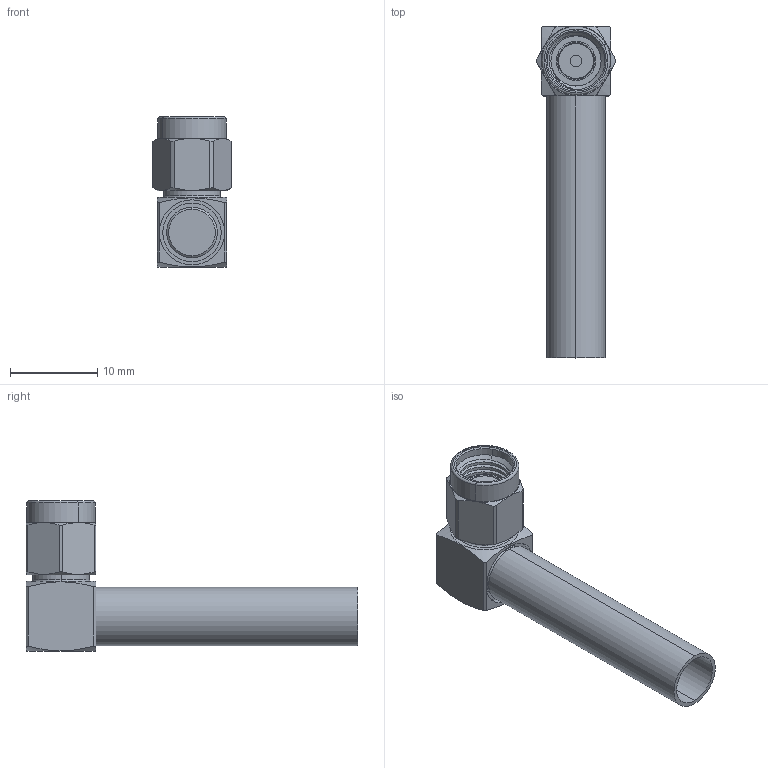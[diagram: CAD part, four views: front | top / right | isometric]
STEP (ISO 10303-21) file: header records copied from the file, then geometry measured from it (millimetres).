
FILE_DESCRIPTION (( 'STEP AP214' ), '1' );
FILE_NAME ('31-112-J3-AD.STEP', '2024-08-12T19:27:16', ( '' ), ( '' ), 'SwSTEP 2.0', 'SolidWorks 2024', '' );
FILE_SCHEMA (( 'AUTOMOTIVE_DESIGN' ));
Length unit declared in the file: millimetre
Products named in the file (1): 31-112-J3-AD
Bounding box: 9 x 38 x 17.25 mm (x, y, z)
Surface area: 1967.6 mm2 (no closed solid volume)
Topology: 0 solids, 6 shells, 109 faces, 310 edges, 211 vertices
Faces by surface type: cone 44, cylinder 34, plane 24, torus 4, bspline 3
Entity records: 4064 total; most frequent: CARTESIAN_POINT 1368, DIRECTION 569, ORIENTED_EDGE 515, EDGE_CURVE 310, AXIS2_PLACEMENT_3D 247, VERTEX_POINT 211, CIRCLE 140, EDGE_LOOP 119
